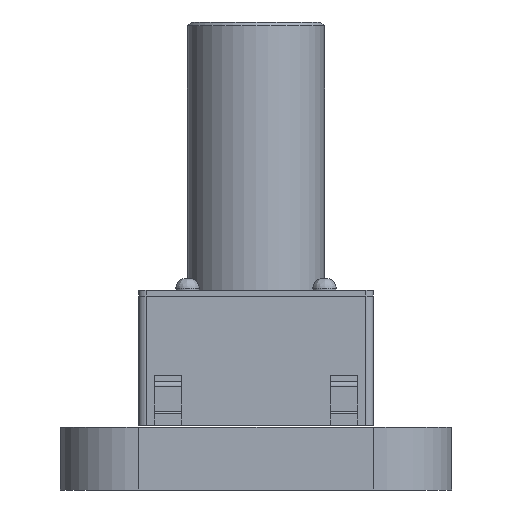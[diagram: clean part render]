
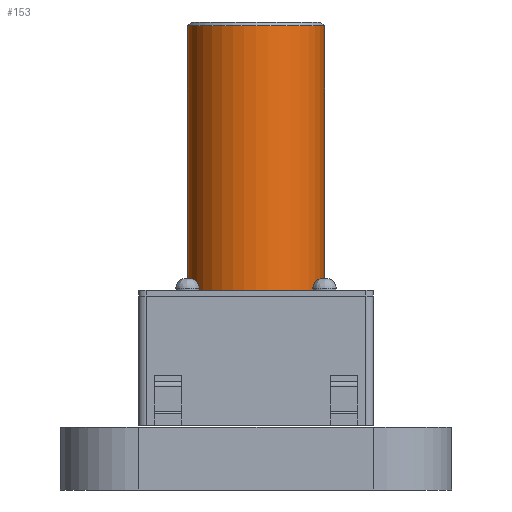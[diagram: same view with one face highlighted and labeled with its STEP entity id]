
A CAD part, left-side view. The second image highlights one B-rep face of the part: STEP entity #153.
In plain terms, the highlighted cylindrical face has radius 1.75 mm (diameter 3.5 mm), a full revolution.
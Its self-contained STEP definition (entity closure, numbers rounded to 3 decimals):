
#75 = CONICAL_SURFACE('',#76,1.7,0.785);
#76 = AXIS2_PLACEMENT_3D('',#77,#78,#79);
#77 = CARTESIAN_POINT('',(0.,0.,10.25));
#78 = DIRECTION('',(0.,0.,-1.));
#79 = DIRECTION('',(1.,0.,0.));
#100 = VERTEX_POINT('',#101);
#101 = CARTESIAN_POINT('',(-1.75,0.,10.2));
#122 = EDGE_CURVE('',#100,#100,#123,.T.);
#123 = SURFACE_CURVE('',#124,(#129,#136),.PCURVE_S1.);
#124 = CIRCLE('',#125,1.75);
#125 = AXIS2_PLACEMENT_3D('',#126,#127,#128);
#126 = CARTESIAN_POINT('',(0.,0.,10.2));
#127 = DIRECTION('',(0.,0.,1.));
#128 = DIRECTION('',(1.,0.,-0.));
#129 = PCURVE('',#75,#130);
#130 = DEFINITIONAL_REPRESENTATION('',(#131),#135);
#131 = LINE('',#132,#133);
#132 = CARTESIAN_POINT('',(6.283,0.05));
#133 = VECTOR('',#134,1.);
#134 = DIRECTION('',(-1.,0.));
#135 = ( GEOMETRIC_REPRESENTATION_CONTEXT(2) 
PARAMETRIC_REPRESENTATION_CONTEXT() REPRESENTATION_CONTEXT('2D SPACE',''
  ) );
#136 = PCURVE('',#137,#142);
#137 = CYLINDRICAL_SURFACE('',#138,1.75);
#138 = AXIS2_PLACEMENT_3D('',#139,#140,#141);
#139 = CARTESIAN_POINT('',(0.,0.,3.45));
#140 = DIRECTION('',(0.,0.,-1.));
#141 = DIRECTION('',(1.,0.,0.));
#142 = DEFINITIONAL_REPRESENTATION('',(#143),#147);
#143 = LINE('',#144,#145);
#144 = CARTESIAN_POINT('',(6.283,-6.75));
#145 = VECTOR('',#146,1.);
#146 = DIRECTION('',(-1.,0.));
#147 = ( GEOMETRIC_REPRESENTATION_CONTEXT(2) 
PARAMETRIC_REPRESENTATION_CONTEXT() REPRESENTATION_CONTEXT('2D SPACE',''
  ) );
#153 = ADVANCED_FACE('',(#154),#137,.T.);
#154 = FACE_BOUND('',#155,.T.);
#155 = EDGE_LOOP('',(#156,#189,#210,#211));
#156 = ORIENTED_EDGE('',*,*,#157,.T.);
#157 = EDGE_CURVE('',#158,#158,#160,.T.);
#158 = VERTEX_POINT('',#159);
#159 = CARTESIAN_POINT('',(-1.75,0.,3.45));
#160 = SURFACE_CURVE('',#161,(#166,#173),.PCURVE_S1.);
#161 = CIRCLE('',#162,1.75);
#162 = AXIS2_PLACEMENT_3D('',#163,#164,#165);
#163 = CARTESIAN_POINT('',(0.,0.,3.45));
#164 = DIRECTION('',(0.,0.,1.));
#165 = DIRECTION('',(1.,0.,-0.));
#166 = PCURVE('',#137,#167);
#167 = DEFINITIONAL_REPRESENTATION('',(#168),#172);
#168 = LINE('',#169,#170);
#169 = CARTESIAN_POINT('',(6.283,0.));
#170 = VECTOR('',#171,1.);
#171 = DIRECTION('',(-1.,0.));
#172 = ( GEOMETRIC_REPRESENTATION_CONTEXT(2) 
PARAMETRIC_REPRESENTATION_CONTEXT() REPRESENTATION_CONTEXT('2D SPACE',''
  ) );
#173 = PCURVE('',#174,#179);
#174 = PLANE('',#175);
#175 = AXIS2_PLACEMENT_3D('',#176,#177,#178);
#176 = CARTESIAN_POINT('',(-3.,-3.,3.45));
#177 = DIRECTION('',(0.,0.,-1.));
#178 = DIRECTION('',(-1.,0.,0.));
#179 = DEFINITIONAL_REPRESENTATION('',(#180),#188);
#180 = ( BOUNDED_CURVE() B_SPLINE_CURVE(2,(#181,#182,#183,#184,#185,#186
,#187),.UNSPECIFIED.,.T.,.F.) B_SPLINE_CURVE_WITH_KNOTS((1,2,2,2,2,1),(
    -2.094,0.,2.094,4.189,6.283,
8.378),.UNSPECIFIED.) CURVE() GEOMETRIC_REPRESENTATION_ITEM() 
RATIONAL_B_SPLINE_CURVE((1.,0.5,1.,0.5,1.,0.5,1.)) REPRESENTATION_ITEM(
  '') );
#181 = CARTESIAN_POINT('',(-4.75,3.));
#182 = CARTESIAN_POINT('',(-4.75,6.031));
#183 = CARTESIAN_POINT('',(-2.125,4.516));
#184 = CARTESIAN_POINT('',(0.5,3.));
#185 = CARTESIAN_POINT('',(-2.125,1.484));
#186 = CARTESIAN_POINT('',(-4.75,-0.031));
#187 = CARTESIAN_POINT('',(-4.75,3.));
#188 = ( GEOMETRIC_REPRESENTATION_CONTEXT(2) 
PARAMETRIC_REPRESENTATION_CONTEXT() REPRESENTATION_CONTEXT('2D SPACE',''
  ) );
#189 = ORIENTED_EDGE('',*,*,#190,.T.);
#190 = EDGE_CURVE('',#158,#100,#191,.T.);
#191 = SEAM_CURVE('',#192,(#196,#203),.PCURVE_S1.);
#192 = LINE('',#193,#194);
#193 = CARTESIAN_POINT('',(-1.75,0.,3.45));
#194 = VECTOR('',#195,1.);
#195 = DIRECTION('',(0.,0.,1.));
#196 = PCURVE('',#137,#197);
#197 = DEFINITIONAL_REPRESENTATION('',(#198),#202);
#198 = LINE('',#199,#200);
#199 = CARTESIAN_POINT('',(-3.142,0.));
#200 = VECTOR('',#201,1.);
#201 = DIRECTION('',(0.,-1.));
#202 = ( GEOMETRIC_REPRESENTATION_CONTEXT(2) 
PARAMETRIC_REPRESENTATION_CONTEXT() REPRESENTATION_CONTEXT('2D SPACE',''
  ) );
#203 = PCURVE('',#137,#204);
#204 = DEFINITIONAL_REPRESENTATION('',(#205),#209);
#205 = LINE('',#206,#207);
#206 = CARTESIAN_POINT('',(3.142,0.));
#207 = VECTOR('',#208,1.);
#208 = DIRECTION('',(0.,-1.));
#209 = ( GEOMETRIC_REPRESENTATION_CONTEXT(2) 
PARAMETRIC_REPRESENTATION_CONTEXT() REPRESENTATION_CONTEXT('2D SPACE',''
  ) );
#210 = ORIENTED_EDGE('',*,*,#122,.F.);
#211 = ORIENTED_EDGE('',*,*,#190,.F.);
